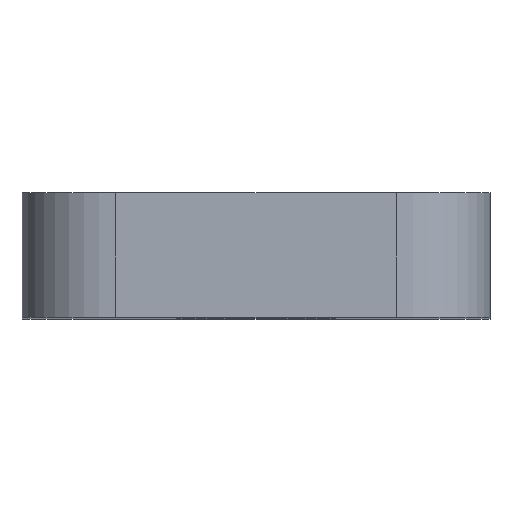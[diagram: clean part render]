
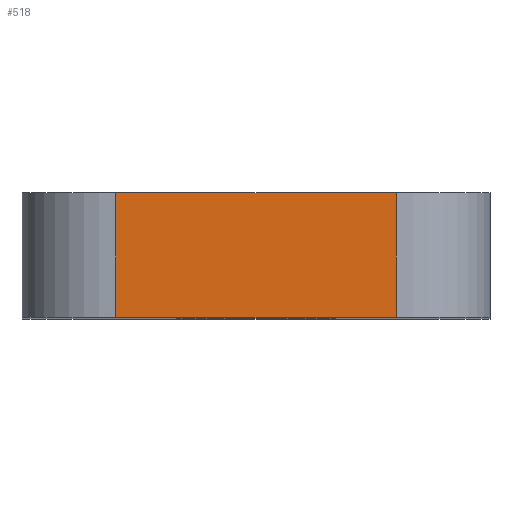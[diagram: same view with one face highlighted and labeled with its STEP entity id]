
A CAD part, top view. The second image highlights one B-rep face of the part: STEP entity #518.
In plain terms, the highlighted planar face has unit normal (0, 0, 1).
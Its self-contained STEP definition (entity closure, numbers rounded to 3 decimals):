
#3 = EDGE_CURVE ( 'NONE', #91, #352, #67, .T. ) ;
#31 = DIRECTION ( 'NONE',  ( -1., 0., 0. ) ) ;
#55 = EDGE_LOOP ( 'NONE', ( #177, #308, #445, #604 ) ) ;
#65 = LINE ( 'NONE', #373, #463 ) ;
#67 = LINE ( 'NONE', #545, #420 ) ;
#76 = CARTESIAN_POINT ( 'NONE',  ( 4.5, 8., 18.5 ) ) ;
#82 = AXIS2_PLACEMENT_3D ( 'NONE', #101, #508, #31 ) ;
#91 = VERTEX_POINT ( 'NONE', #734 ) ;
#101 = CARTESIAN_POINT ( 'NONE',  ( 0., 0., 18.5 ) ) ;
#118 = DIRECTION ( 'NONE',  ( 0., 1., 0. ) ) ;
#137 = DIRECTION ( 'NONE',  ( 1., 0., 0. ) ) ;
#158 = VECTOR ( 'NONE', #137, 1000. ) ;
#176 = EDGE_CURVE ( 'NONE', #659, #91, #507, .T. ) ;
#177 = ORIENTED_EDGE ( 'NONE', *, *, #543, .T. ) ;
#217 = CARTESIAN_POINT ( 'NONE',  ( -7.5, 4., 18.5 ) ) ;
#219 = LINE ( 'NONE', #584, #512 ) ;
#265 = CARTESIAN_POINT ( 'NONE',  ( -4.5, 8., 18.5 ) ) ;
#269 = FACE_OUTER_BOUND ( 'NONE', #55, .T. ) ;
#289 = CARTESIAN_POINT ( 'NONE',  ( -4.5, 4., 18.5 ) ) ;
#308 = ORIENTED_EDGE ( 'NONE', *, *, #325, .T. ) ;
#325 = EDGE_CURVE ( 'NONE', #526, #659, #65, .T. ) ;
#331 = DIRECTION ( 'NONE',  ( -1., 0., 0. ) ) ;
#352 = VERTEX_POINT ( 'NONE', #76 ) ;
#373 = CARTESIAN_POINT ( 'NONE',  ( -4.5, 0., 18.5 ) ) ;
#420 = VECTOR ( 'NONE', #118, 1000. ) ;
#445 = ORIENTED_EDGE ( 'NONE', *, *, #176, .T. ) ;
#463 = VECTOR ( 'NONE', #609, 1000. ) ;
#507 = LINE ( 'NONE', #217, #158 ) ;
#508 = DIRECTION ( 'NONE',  ( 0., 0., -1. ) ) ;
#512 = VECTOR ( 'NONE', #331, 1000. ) ;
#518 = ADVANCED_FACE ( 'NONE', ( #269 ), #564, .F. ) ;
#526 = VERTEX_POINT ( 'NONE', #265 ) ;
#543 = EDGE_CURVE ( 'NONE', #352, #526, #219, .T. ) ;
#545 = CARTESIAN_POINT ( 'NONE',  ( 4.5, 0., 18.5 ) ) ;
#564 = PLANE ( 'NONE',  #82 ) ;
#584 = CARTESIAN_POINT ( 'NONE',  ( -7.5, 8., 18.5 ) ) ;
#604 = ORIENTED_EDGE ( 'NONE', *, *, #3, .T. ) ;
#609 = DIRECTION ( 'NONE',  ( 0., -1., 0. ) ) ;
#659 = VERTEX_POINT ( 'NONE', #289 ) ;
#734 = CARTESIAN_POINT ( 'NONE',  ( 4.5, 4., 18.5 ) ) ;
